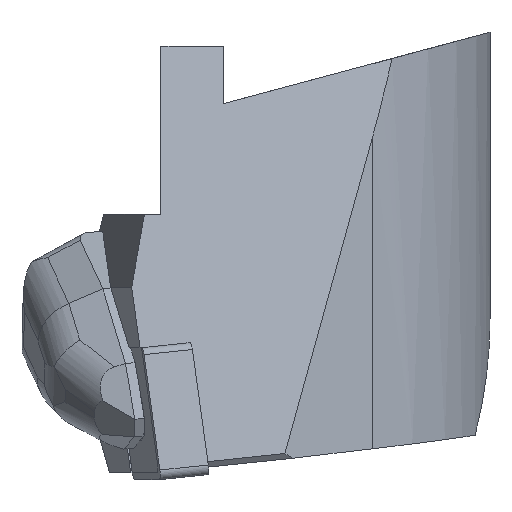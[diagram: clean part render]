
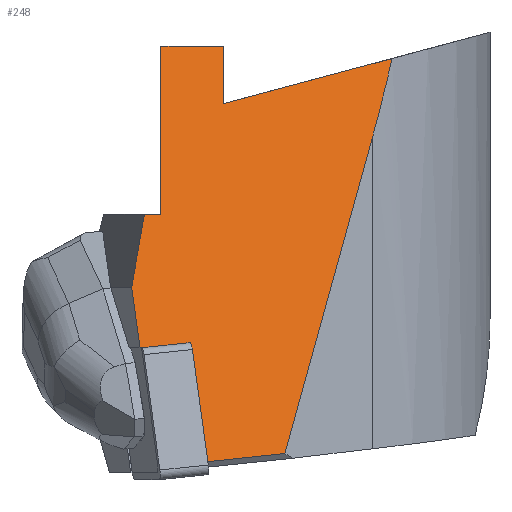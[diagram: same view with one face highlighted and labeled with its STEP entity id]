
A CAD part, left-side view. The second image highlights one B-rep face of the part: STEP entity #248.
In plain terms, the highlighted planar face has unit normal (-0.967, -0.187, 0.173).
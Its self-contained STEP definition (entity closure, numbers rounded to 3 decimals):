
#126=ELLIPSE('',#1518,182.357,31.5);
#248=ADVANCED_FACE('',(#364),#301,.F.);
#301=PLANE('',#1519);
#364=FACE_OUTER_BOUND('',#438,.T.);
#438=EDGE_LOOP('',(#721,#722,#723,#724,#725,#726,#727,#728,#729,#730,#731,
#732));
#721=ORIENTED_EDGE('',*,*,#1091,.F.);
#722=ORIENTED_EDGE('',*,*,#1094,.T.);
#723=ORIENTED_EDGE('',*,*,#1110,.F.);
#724=ORIENTED_EDGE('',*,*,#1111,.T.);
#725=ORIENTED_EDGE('',*,*,#1112,.F.);
#726=ORIENTED_EDGE('',*,*,#1113,.F.);
#727=ORIENTED_EDGE('',*,*,#1114,.F.);
#728=ORIENTED_EDGE('',*,*,#1115,.F.);
#729=ORIENTED_EDGE('',*,*,#1116,.F.);
#730=ORIENTED_EDGE('',*,*,#1117,.F.);
#731=ORIENTED_EDGE('',*,*,#1095,.T.);
#732=ORIENTED_EDGE('',*,*,#1089,.F.);
#922=VERTEX_POINT('',#2241);
#923=VERTEX_POINT('',#2243);
#924=VERTEX_POINT('',#2247);
#926=VERTEX_POINT('',#2253);
#927=VERTEX_POINT('',#2257);
#938=VERTEX_POINT('',#2287);
#939=VERTEX_POINT('',#2289);
#940=VERTEX_POINT('',#2291);
#941=VERTEX_POINT('',#2293);
#942=VERTEX_POINT('',#2295);
#943=VERTEX_POINT('',#2297);
#944=VERTEX_POINT('',#2299);
#1089=EDGE_CURVE('',#923,#922,#1246,.T.);
#1091=EDGE_CURVE('',#924,#923,#1248,.T.);
#1094=EDGE_CURVE('',#924,#926,#1251,.T.);
#1095=EDGE_CURVE('',#927,#922,#1252,.T.);
#1110=EDGE_CURVE('',#938,#926,#1263,.T.);
#1111=EDGE_CURVE('',#938,#939,#1264,.T.);
#1112=EDGE_CURVE('',#940,#939,#126,.T.);
#1113=EDGE_CURVE('',#941,#940,#1265,.T.);
#1114=EDGE_CURVE('',#942,#941,#1266,.T.);
#1115=EDGE_CURVE('',#943,#942,#1267,.T.);
#1116=EDGE_CURVE('',#944,#943,#1268,.T.);
#1117=EDGE_CURVE('',#927,#944,#1269,.T.);
#1246=LINE('',#2244,#1387);
#1248=LINE('',#2248,#1389);
#1251=LINE('',#2254,#1392);
#1252=LINE('',#2256,#1393);
#1263=LINE('',#2286,#1404);
#1264=LINE('',#2288,#1405);
#1265=LINE('',#2292,#1406);
#1266=LINE('',#2294,#1407);
#1267=LINE('',#2296,#1408);
#1268=LINE('',#2298,#1409);
#1269=LINE('',#2300,#1410);
#1387=VECTOR('',#1771,1.);
#1389=VECTOR('',#1775,1.);
#1392=VECTOR('',#1780,1.);
#1393=VECTOR('',#1783,1.);
#1404=VECTOR('',#1810,1.);
#1405=VECTOR('',#1811,1.);
#1406=VECTOR('',#1814,1.);
#1407=VECTOR('',#1815,1.);
#1408=VECTOR('',#1816,1.);
#1409=VECTOR('',#1817,1.);
#1410=VECTOR('',#1818,1.);
#1518=AXIS2_PLACEMENT_3D('',#2290,#1812,#1813);
#1519=AXIS2_PLACEMENT_3D('',#2301,#1819,#1820);
#1771=DIRECTION('',(0.149,0.135,0.98));
#1775=DIRECTION('',(-0.207,0.973,-0.102));
#1780=DIRECTION('',(-0.149,-0.135,-0.98));
#1783=DIRECTION('',(-0.205,0.168,-0.964));
#1810=DIRECTION('',(-0.207,0.973,-0.102));
#1811=DIRECTION('',(0.218,-0.26,0.94));
#1812=DIRECTION('',(0.967,0.187,-0.173));
#1813=DIRECTION('',(0.17,0.033,0.985));
#1814=DIRECTION('',(0.227,-0.941,0.252));
#1815=DIRECTION('',(-0.176,0.,-0.984));
#1816=DIRECTION('',(0.19,-0.982,0.));
#1817=DIRECTION('',(0.176,0.,0.984));
#1818=DIRECTION('',(0.19,-0.982,0.));
#1819=DIRECTION('',(0.967,0.187,-0.173));
#1820=DIRECTION('',(0.19,-0.982,0.));
#2241=CARTESIAN_POINT('',(-31.164,2.8,-17.574));
#2243=CARTESIAN_POINT('',(-32.047,2.002,-23.382));
#2244=CARTESIAN_POINT('',(-32.365,1.715,-25.47));
#2247=CARTESIAN_POINT('',(-32.016,1.856,-23.367));
#2248=CARTESIAN_POINT('',(-29.718,-8.954,-22.23));
#2253=CARTESIAN_POINT('',(-33.75,0.289,-34.77));
#2254=CARTESIAN_POINT('',(-32.856,1.096,-28.892));
#2256=CARTESIAN_POINT('',(-32.026,3.508,-21.631));
#2257=CARTESIAN_POINT('',(-29.685,1.584,-10.61));
#2286=CARTESIAN_POINT('',(-31.452,-10.522,-33.634));
#2287=CARTESIAN_POINT('',(-31.167,-11.864,-33.493));
#2288=CARTESIAN_POINT('',(-35.611,-6.567,-52.626));
#2289=CARTESIAN_POINT('',(-24.131,-20.248,-3.205));
#2290=CARTESIAN_POINT('',(-0.001,0.,153.84));
#2291=CARTESIAN_POINT('',(-22.423,-22.124,4.321));
#2292=CARTESIAN_POINT('',(-24.283,-14.429,2.259));
#2293=CARTESIAN_POINT('',(-26.32,-6.,0.));
#2294=CARTESIAN_POINT('',(-28.598,-6.,-12.755));
#2295=CARTESIAN_POINT('',(-25.339,-6.,5.49));
#2296=CARTESIAN_POINT('',(-28.041,7.944,5.49));
#2297=CARTESIAN_POINT('',(-26.502,0.,5.49));
#2298=CARTESIAN_POINT('',(-29.725,0.,-12.554));
#2299=CARTESIAN_POINT('',(-29.378,0.,-10.61));
#2300=CARTESIAN_POINT('',(-31.934,13.19,-10.61));
#2301=CARTESIAN_POINT('',(-30.558,-9.714,-27.756));
